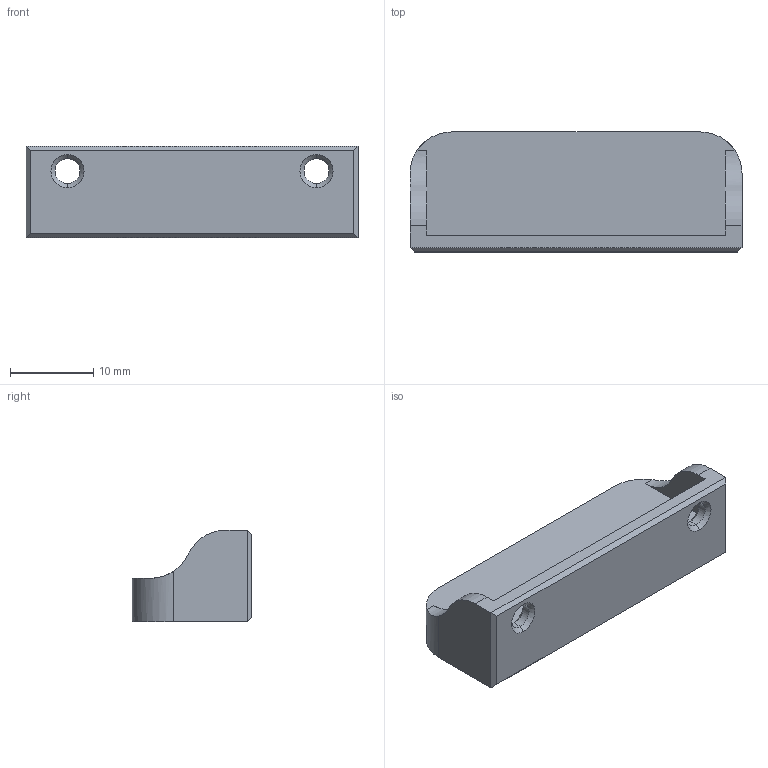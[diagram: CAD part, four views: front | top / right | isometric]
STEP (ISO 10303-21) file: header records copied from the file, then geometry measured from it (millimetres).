
FILE_DESCRIPTION (( 'STEP AP203' ), '1' );
FILE_NAME ('10379_U1Custom-BottomDoorStop-revB-Released.STEP', '2023-08-17T18:26:59', ( '' ), ( '' ), 'SwSTEP 2.0', 'SolidWorks 2022', '' );
FILE_SCHEMA (( 'CONFIG_CONTROL_DESIGN' ));
Length unit declared in the file: millimetre
Products named in the file (1): 10379_U1Custom-BottomDoorStop-revB-Released
Bounding box: 40 x 14.45 x 11.05 mm (x, y, z)
Volume: 3082.2 mm3; surface area: 2456.9 mm2
Topology: 1 solids, 1 shells, 68 faces, 180 edges, 116 vertices
Faces by surface type: cylinder 36, cone 16, plane 16
Entity records: 2307 total; most frequent: CARTESIAN_POINT 511, DIRECTION 372, ORIENTED_EDGE 360, EDGE_CURVE 180, AXIS2_PLACEMENT_3D 149, VERTEX_POINT 116, CIRCLE 80, EDGE_LOOP 74
